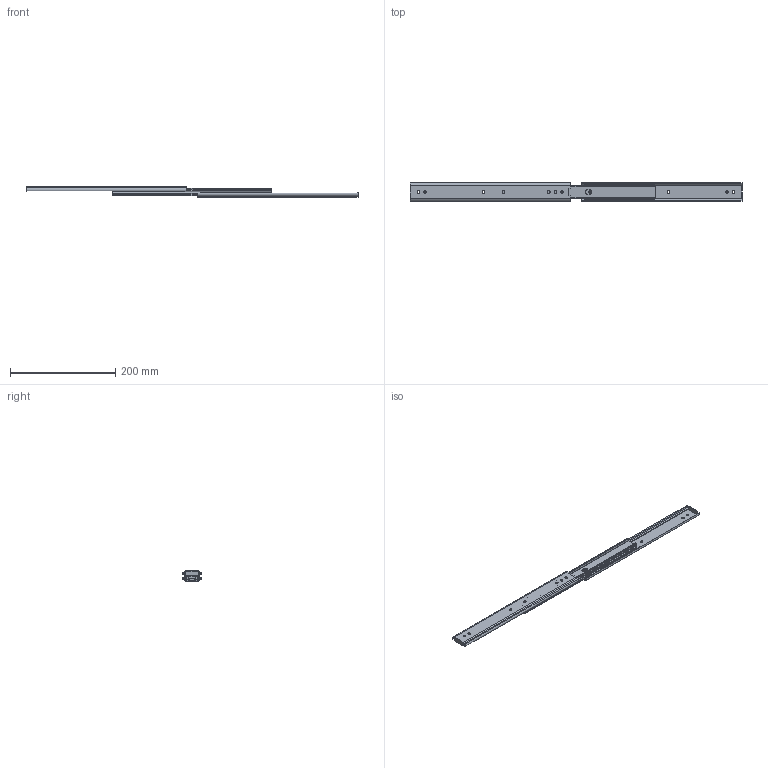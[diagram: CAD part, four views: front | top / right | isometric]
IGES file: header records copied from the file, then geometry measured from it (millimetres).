
Start section: SolidWorks IGES file using analytic representation for surfaces
Global section: file name: KC-252-12.IGS,15; native system: HSolidWorks 2014; preprocessor: SolidWorks 2014; author: 1337yo; date: 190604.094624; units: millimetre
Bounding box: 630.8 x 35.29 x 19.2 mm (x, y, z)
Surface area: 121657.1 mm2 (no closed solid volume)
Topology: 0 solids, 0 shells, 310 faces, 3872 edges, 3872 vertices
Faces by surface type: bspline 176, revolution 134
